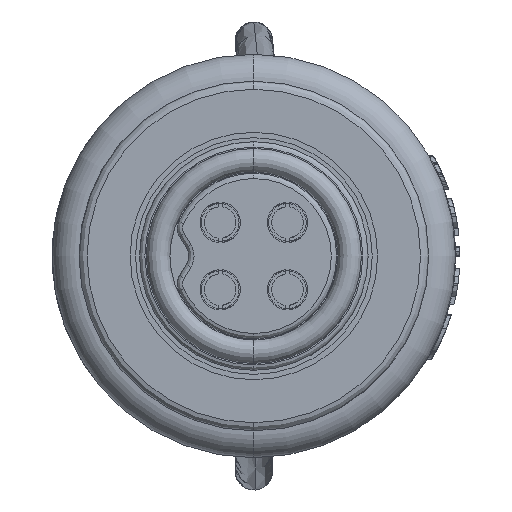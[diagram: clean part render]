
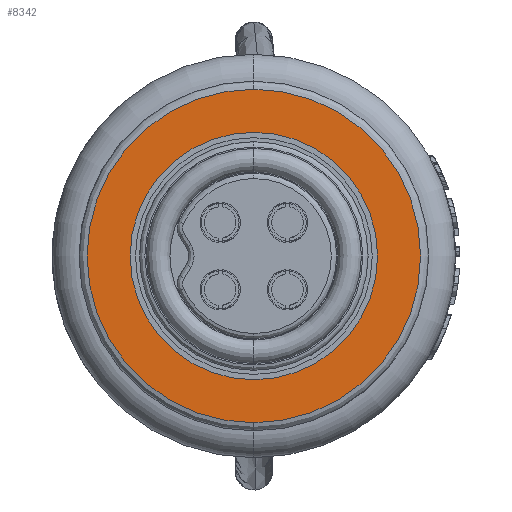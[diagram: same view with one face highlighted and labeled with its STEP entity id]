
A CAD part, left-side view. The second image highlights one B-rep face of the part: STEP entity #8342.
In plain terms, the highlighted planar face has unit normal (-1, 0, 0).
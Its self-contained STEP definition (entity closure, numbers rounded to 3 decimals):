
#502 = DIRECTION ( 'NONE',  ( 0., 0., 1. ) ) ;
#4835 = ORIENTED_EDGE ( 'NONE', *, *, #20541, .T. ) ;
#5140 = AXIS2_PLACEMENT_3D ( 'NONE', #17317, #33920, #50541 ) ;
#8342 = ADVANCED_FACE ( 'NONE', ( #25472, #21393 ), #38001, .F. ) ;
#12479 = CIRCLE ( 'NONE', #24597, 2.3 ) ;
#13002 = AXIS2_PLACEMENT_3D ( 'NONE', #50051, #29609, #46199 ) ;
#14342 = VERTEX_POINT ( 'NONE', #33508 ) ;
#15167 = AXIS2_PLACEMENT_3D ( 'NONE', #31341, #40271, #39743 ) ;
#17317 = CARTESIAN_POINT ( 'NONE',  ( 0., 0., 0. ) ) ;
#17902 = DIRECTION ( 'NONE',  ( -1., 0., 0. ) ) ;
#19434 = CARTESIAN_POINT ( 'NONE',  ( 0., 0., 0. ) ) ;
#19967 = DIRECTION ( 'NONE',  ( 0., 0., -1. ) ) ;
#20541 = EDGE_CURVE ( 'NONE', #50772, #51157, #52966, .T. ) ;
#21393 = FACE_BOUND ( 'NONE', #26035, .T. ) ;
#21439 = ORIENTED_EDGE ( 'NONE', *, *, #40855, .F. ) ;
#24002 = CARTESIAN_POINT ( 'NONE',  ( 0., 0., 3.1 ) ) ;
#24597 = AXIS2_PLACEMENT_3D ( 'NONE', #29905, #17902, #502 ) ;
#24874 = CARTESIAN_POINT ( 'NONE',  ( 0., 0., -3.1 ) ) ;
#25472 = FACE_OUTER_BOUND ( 'NONE', #43652, .T. ) ;
#26035 = EDGE_LOOP ( 'NONE', ( #21439, #42654 ) ) ;
#26238 = ORIENTED_EDGE ( 'NONE', *, *, #44764, .T. ) ;
#29609 = DIRECTION ( 'NONE',  ( -1., 0., 0. ) ) ;
#29905 = CARTESIAN_POINT ( 'NONE',  ( 0., 0., 0. ) ) ;
#30376 = EDGE_CURVE ( 'NONE', #14342, #32297, #35125, .T. ) ;
#31341 = CARTESIAN_POINT ( 'NONE',  ( 0., 0., 0. ) ) ;
#32297 = VERTEX_POINT ( 'NONE', #51084 ) ;
#33508 = CARTESIAN_POINT ( 'NONE',  ( 0., 0., -2.3 ) ) ;
#33920 = DIRECTION ( 'NONE',  ( 1., 0., 0. ) ) ;
#35125 = CIRCLE ( 'NONE', #15167, 2.3 ) ;
#36169 = CIRCLE ( 'NONE', #41364, 3.1 ) ;
#36310 = DIRECTION ( 'NONE',  ( -1., 0., 0. ) ) ;
#38001 = PLANE ( 'NONE',  #5140 ) ;
#39743 = DIRECTION ( 'NONE',  ( 0., 0., 1. ) ) ;
#40271 = DIRECTION ( 'NONE',  ( -1., 0., 0. ) ) ;
#40855 = EDGE_CURVE ( 'NONE', #32297, #14342, #12479, .T. ) ;
#41364 = AXIS2_PLACEMENT_3D ( 'NONE', #19434, #36310, #19967 ) ;
#42654 = ORIENTED_EDGE ( 'NONE', *, *, #30376, .F. ) ;
#43652 = EDGE_LOOP ( 'NONE', ( #4835, #26238 ) ) ;
#44764 = EDGE_CURVE ( 'NONE', #51157, #50772, #36169, .T. ) ;
#46199 = DIRECTION ( 'NONE',  ( 0., 0., -1. ) ) ;
#50051 = CARTESIAN_POINT ( 'NONE',  ( 0., 0., 0. ) ) ;
#50541 = DIRECTION ( 'NONE',  ( 0., 0., -1. ) ) ;
#50772 = VERTEX_POINT ( 'NONE', #24874 ) ;
#51084 = CARTESIAN_POINT ( 'NONE',  ( 0., 0., 2.3 ) ) ;
#51157 = VERTEX_POINT ( 'NONE', #24002 ) ;
#52966 = CIRCLE ( 'NONE', #13002, 3.1 ) ;
